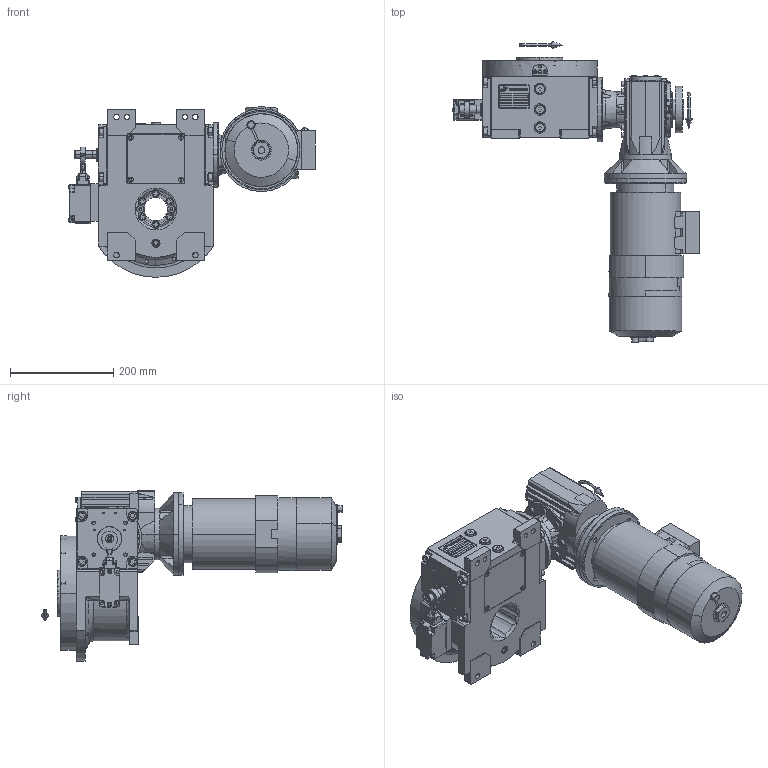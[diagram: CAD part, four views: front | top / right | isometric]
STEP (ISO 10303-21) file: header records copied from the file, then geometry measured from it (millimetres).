
FILE_DESCRIPTION (( 'STEP AP203' ), '1' );
FILE_NAME ('PC5200938.step', '2025-10-20T14:09:22', ( '' ), ( '' ), 'SwSTEP 2.0', 'SolidWorks 2020', '' );
FILE_SCHEMA (( 'CONFIG_CONTROL_DESIGN' ));
Length unit declared in the file: millimetre
Products named in the file (91): cfn2000_01_103; CFN2356_03_047^rig06_071_06_m_asm(2)_rig06_071_06_m_asm.stp; CFN2010_02_002^rig06_071_06_m_asm(2)_rig06_071_06_m_asm.stp; cfn2010_01_015.prt; cfn2003_01_054; cfn2107_01_001; AS_cfn2476_01_002_60x46; freccia_angolare; cfn2205_01_013; AS_rig06_017; cfn2000_01_126; cfn2000_01_124; cfn2000_01_161; cfn2476_01_002_60x46; cfn2000_01_168; cfn2155_01_303; cfn2070_05_005; cfn2115_02_161; CFN2223_01-570X6-B^rig06_071_06_m_asm(2)_rig06_071_06_m_asm.stp; CFN2104_02_017^RIG06_005_ASM_rig06_071_06_m_asm(2)_rig06_071_06_m_asm.stp; AS_900_38_30_003; RIG06_021_AF0^RIG06_005_ASM_rig06_071_06_m_asm(2)_rig06_071_06_m_asm.stp; rig06_004; PC5200938; cfn2128_04_004; CFN2203_02_001^rig06_071_06_m_asm(2)_rig06_071_06_m_asm.stp; cfn2115_02_165; CFN2010_01_012^rig06_071_06_m_asm(2)_rig06_071_06_m_asm.stp; CFN2000_01_185^RIG06_005_ASM_rig06_071_06_m_asm(2)_rig06_071_06_m_asm.stp; rig06_004_s_001; cfn2155_01_056; AS_900_38_11_32_4; AS_cfn2000_01_168; rig06_005_n_01; AS_rig06_004_s_001; rig06_017; AS_rig06_071_6_m; freccia_angolare_albero; rig06_001_a; cfn2151_01_090 ...
Assembly tree (87 placements, depth 5):
  CFN2356_03_047^rig06_071_06_m_asm(2)_rig06_071_06_m_asm.stp
  cfn2205_01_013
  CFN2223_01-570X6-B^rig06_071_06_m_asm(2)_rig06_071_06_m_asm.stp
  PC5200938
    rig06_001_a
    AS_cfn2476_01_002_60x46
      cfn2476_01_002_60x46
      cfn2107_01_001
      cfn2107_01_001
    AS_rig06_071_6_m
      rig06_071_06_m_asm.stp
        RIG06_005_ASM^rig06_071_06_m_asm(2)_rig06_071_06_m_asm.stp
          RIG06_021_AF0^RIG06_005_ASM_rig06_071_06_m_asm(2)_rig06_071_06_m_asm.stp
          CFN2000_01_185^RIG06_005_ASM_rig06_071_06_m_asm(2)_rig06_071_06_m_asm.stp
          CFN2000_01_185^RIG06_005_ASM_rig06_071_06_m_asm(2)_rig06_071_06_m_asm.stp
          CFN2104_02_017^RIG06_005_ASM_rig06_071_06_m_asm(2)_rig06_071_06_m_asm.stp
        CFN2010_02_002^rig06_071_06_m_asm(2)_rig06_071_06_m_asm.stp
      cfn2000_01_124  x6
      cfn2000_01_124
      cfn2104_01_016  x2
      rig06_003_6
      rig06_005_n_01
      cfn2000_01_124
      cfn2000_01_124
      cfn2000_01_124
      cfn2155_01_303
    AS_rig06_017
      rig06_017
      cfn2158_01_011
      cfn2000_01_126
      cfn2000_01_126
      cfn2000_01_126
      cfn2000_01_126
      cfn2000_01_126
      cfn2000_01_126
    AS_rig06_004_s_001
      rig06_004_s_001
      cfn2070_05_005
      cfn2000_01_103
      cfn2000_01_103
      cfn2000_01_103
      cfn2000_01_103
      cfn2155_01_056
    AS_rig06_004
      rig06_004
      cfn2070_05_005
      cfn2000_01_103
      cfn2000_01_103
      cfn2000_01_103
      cfn2000_01_103
      cfn2155_01_056
    AS_rig06_002_bl_010
      rig06_002_bl_010
      cfn2115_02_161
    cfn2128_04_004
    cfn2128_04_004
    cfn2128_04_004
    cfn2128_19_002
    AS_rig06_016
      rig06_016
Bounding box: 477.4 x 581.67 x 330 mm (x, y, z)
Volume: 9417529 mm3; surface area: 1300160 mm2
Topology: 74 solids, 77 shells, 3547 faces, 8887 edges, 5677 vertices
Faces by surface type: plane 1644, cylinder 1151, cone 596, torus 144, bspline 6, sphere 6
Entity records: 120476 total; most frequent: CARTESIAN_POINT 29772, DIRECTION 17146, ORIENTED_EDGE 16642, EDGE_CURVE 8321, AXIS2_PLACEMENT_3D 6199, VERTEX_POINT 5388, LINE 4748, VECTOR 4748
